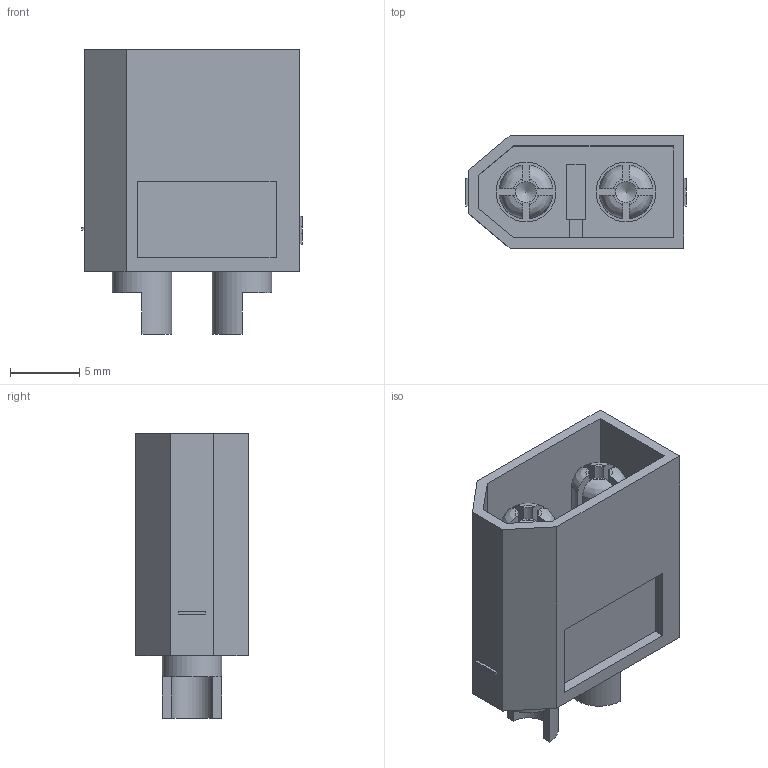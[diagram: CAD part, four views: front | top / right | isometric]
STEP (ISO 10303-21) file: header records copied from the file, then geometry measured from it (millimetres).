
FILE_DESCRIPTION(/* description */ (''),/* implementation_level */ '2;1');
FILE_NAME(/* name */ 'AMASS_XT60-M_1x02_P7.2mm_Vertical.step',/* time_stamp */ '2019-08-30T22:35:24-04:00',/* author */ ('reportingsjrautodesk'),/* organization */ (''),/* preprocessor_version */ 'ST-DEVELOPER v17.2',/* originating_system */ 'Autodesk Translation Framework v7.6.0.251',/* authorisation */ '');
FILE_SCHEMA (('AUTOMOTIVE_DESIGN { 1 0 10303 214 3 1 1 }'));
Length unit declared in the file: millimetre
Products named in the file (1): XT60 male
Bounding box: 15.9 x 8.1 x 20.5 mm (x, y, z)
Volume: 1055.9 mm3; surface area: 2291.7 mm2
Topology: 3 solids, 3 shells, 123 faces, 324 edges, 212 vertices
Faces by surface type: plane 87, cylinder 24, bspline 8, cone 4
Full cylindrical faces by diameter (mm): 3 x2, 4.3 x4, 6 x2
Entity records: 3959 total; most frequent: CARTESIAN_POINT 864, ORIENTED_EDGE 640, DIRECTION 616, EDGE_CURVE 320, LINE 224, VECTOR 224, VERTEX_POINT 212, AXIS2_PLACEMENT_3D 196
